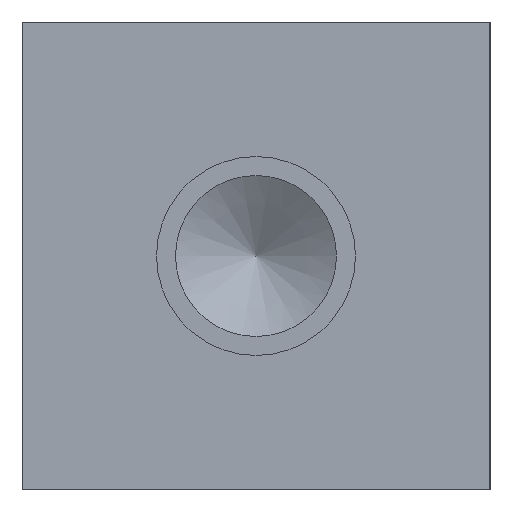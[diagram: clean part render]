
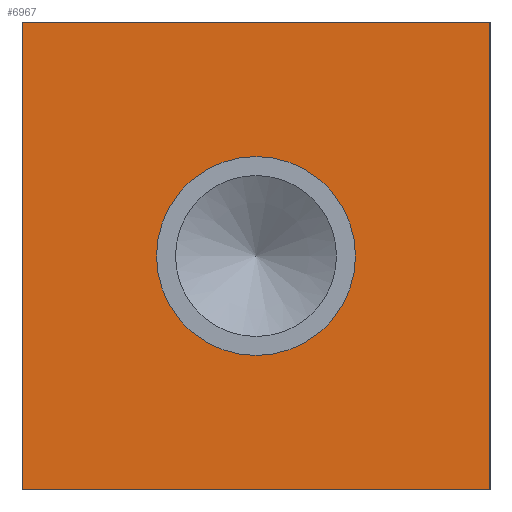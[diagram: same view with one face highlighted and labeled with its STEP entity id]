
A CAD part, left-side view. The second image highlights one B-rep face of the part: STEP entity #6967.
In plain terms, the highlighted planar face has unit normal (-1, 0, 0).
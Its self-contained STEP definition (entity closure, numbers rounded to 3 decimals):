
#124=CIRCLE('',#7302,10.795);
#125=CIRCLE('',#7303,10.795);
#170=FACE_BOUND('',#1138,.T.);
#387=PLANE('',#7305);
#740=FACE_OUTER_BOUND('',#1137,.T.);
#1137=EDGE_LOOP('',(#6175,#6176,#6177,#6178));
#1138=EDGE_LOOP('',(#6179,#6180));
#1398=LINE('',#10825,#2061);
#1809=LINE('',#11969,#2472);
#1810=LINE('',#11970,#2473);
#1811=LINE('',#11971,#2474);
#2061=VECTOR('',#7673,10.);
#2472=VECTOR('',#8606,10.);
#2473=VECTOR('',#8607,10.);
#2474=VECTOR('',#8608,10.);
#2990=VERTEX_POINT('',#10818);
#2993=VERTEX_POINT('',#10823);
#3334=VERTEX_POINT('',#11959);
#3335=VERTEX_POINT('',#11960);
#3336=VERTEX_POINT('',#11967);
#3337=VERTEX_POINT('',#11968);
#3784=EDGE_CURVE('',#2993,#2990,#1398,.T.);
#4286=EDGE_CURVE('',#3334,#3335,#124,.T.);
#4287=EDGE_CURVE('',#3335,#3334,#125,.T.);
#4290=EDGE_CURVE('',#3336,#3337,#1809,.T.);
#4291=EDGE_CURVE('',#3337,#2990,#1810,.T.);
#4292=EDGE_CURVE('',#3336,#2993,#1811,.T.);
#6175=ORIENTED_EDGE('',*,*,#4290,.T.);
#6176=ORIENTED_EDGE('',*,*,#4291,.T.);
#6177=ORIENTED_EDGE('',*,*,#3784,.F.);
#6178=ORIENTED_EDGE('',*,*,#4292,.F.);
#6179=ORIENTED_EDGE('',*,*,#4286,.T.);
#6180=ORIENTED_EDGE('',*,*,#4287,.T.);
#6967=ADVANCED_FACE('',(#740,#170),#387,.T.);
#7302=AXIS2_PLACEMENT_3D('',#11961,#8596,#8597);
#7303=AXIS2_PLACEMENT_3D('',#11962,#8598,#8599);
#7305=AXIS2_PLACEMENT_3D('',#11966,#8604,#8605);
#7673=DIRECTION('',(0.,-1.,0.));
#8596=DIRECTION('center_axis',(1.,0.,0.));
#8597=DIRECTION('ref_axis',(0.,1.,0.));
#8598=DIRECTION('center_axis',(1.,0.,0.));
#8599=DIRECTION('ref_axis',(0.,1.,0.));
#8604=DIRECTION('center_axis',(-1.,0.,0.));
#8605=DIRECTION('ref_axis',(0.,-1.,0.));
#8606=DIRECTION('',(0.,-1.,0.));
#8607=DIRECTION('',(0.,0.,1.));
#8608=DIRECTION('',(0.,0.,1.));
#10818=CARTESIAN_POINT('',(0.,0.,50.8));
#10823=CARTESIAN_POINT('',(0.,50.8,50.8));
#10825=CARTESIAN_POINT('',(0.,50.8,50.8));
#11959=CARTESIAN_POINT('',(0.,36.195,25.4));
#11960=CARTESIAN_POINT('',(0.,14.605,25.4));
#11961=CARTESIAN_POINT('Origin',(0.,25.4,25.4));
#11962=CARTESIAN_POINT('Origin',(0.,25.4,25.4));
#11966=CARTESIAN_POINT('Origin',(0.,50.8,0.));
#11967=CARTESIAN_POINT('',(0.,50.8,0.));
#11968=CARTESIAN_POINT('',(0.,0.,0.));
#11969=CARTESIAN_POINT('',(0.,50.8,0.));
#11970=CARTESIAN_POINT('',(0.,0.,0.));
#11971=CARTESIAN_POINT('',(0.,50.8,0.));
